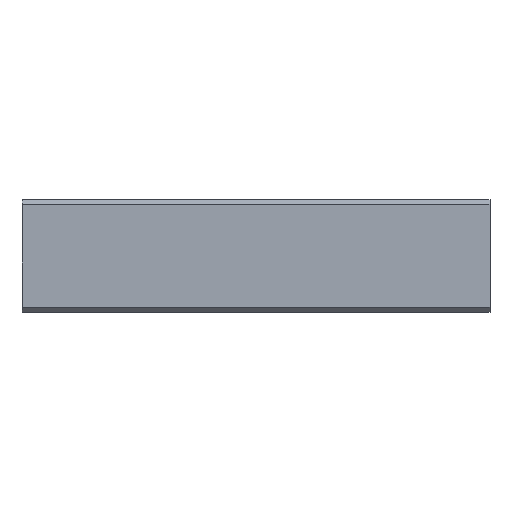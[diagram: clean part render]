
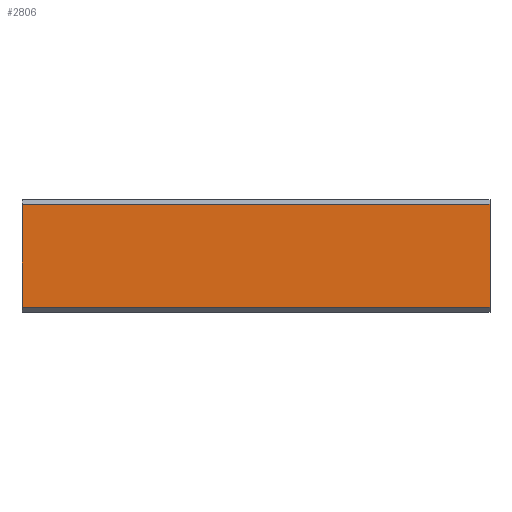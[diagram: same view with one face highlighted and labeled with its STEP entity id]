
A CAD part, top view. The second image highlights one B-rep face of the part: STEP entity #2806.
In plain terms, the highlighted planar face has unit normal (0, 0, 1).
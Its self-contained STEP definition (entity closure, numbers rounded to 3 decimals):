
#426=FACE_OUTER_BOUND('',#564,.T.);
#564=EDGE_LOOP('',(#2476,#2477,#2478,#2479));
#791=LINE('',#6145,#971);
#793=LINE('',#6149,#973);
#794=LINE('',#6151,#974);
#795=LINE('',#6152,#975);
#971=VECTOR('',#3633,10.);
#973=VECTOR('',#3637,10.);
#974=VECTOR('',#3638,10.);
#975=VECTOR('',#3639,10.);
#1292=VERTEX_POINT('',#6142);
#1293=VERTEX_POINT('',#6144);
#1294=VERTEX_POINT('',#6148);
#1295=VERTEX_POINT('',#6150);
#1722=EDGE_CURVE('',#1293,#1292,#791,.T.);
#1724=EDGE_CURVE('',#1294,#1292,#793,.T.);
#1725=EDGE_CURVE('',#1295,#1294,#794,.T.);
#1726=EDGE_CURVE('',#1293,#1295,#795,.T.);
#2476=ORIENTED_EDGE('',*,*,#1722,.T.);
#2477=ORIENTED_EDGE('',*,*,#1724,.F.);
#2478=ORIENTED_EDGE('',*,*,#1725,.F.);
#2479=ORIENTED_EDGE('',*,*,#1726,.F.);
#2674=PLANE('',#3049);
#2806=ADVANCED_FACE('',(#426),#2674,.T.);
#3049=AXIS2_PLACEMENT_3D('',#6147,#3635,#3636);
#3633=DIRECTION('',(1.,0.,0.));
#3635=DIRECTION('center_axis',(0.,0.,1.));
#3636=DIRECTION('ref_axis',(1.,0.,0.));
#3637=DIRECTION('',(0.,-1.,0.));
#3638=DIRECTION('',(1.,0.,0.));
#3639=DIRECTION('',(0.,1.,0.));
#6142=CARTESIAN_POINT('',(151.717,-17.396,8.));
#6144=CARTESIAN_POINT('',(101.717,-17.396,8.));
#6145=CARTESIAN_POINT('',(126.717,-17.396,8.));
#6147=CARTESIAN_POINT('Origin',(126.717,-11.896,8.));
#6148=CARTESIAN_POINT('',(151.717,-6.396,8.));
#6149=CARTESIAN_POINT('',(151.717,-11.896,8.));
#6150=CARTESIAN_POINT('',(101.717,-6.396,8.));
#6151=CARTESIAN_POINT('',(126.717,-6.396,8.));
#6152=CARTESIAN_POINT('',(101.717,-11.896,8.));
